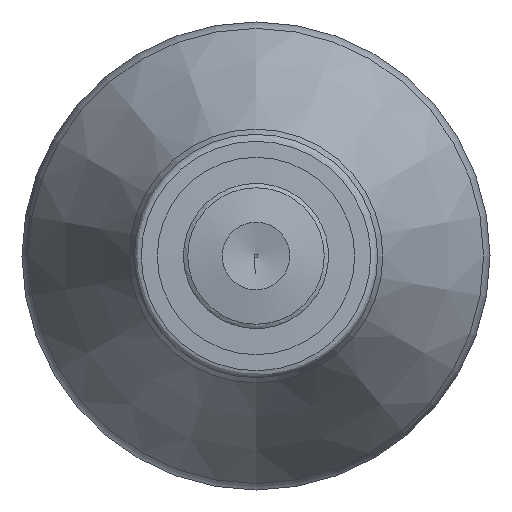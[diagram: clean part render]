
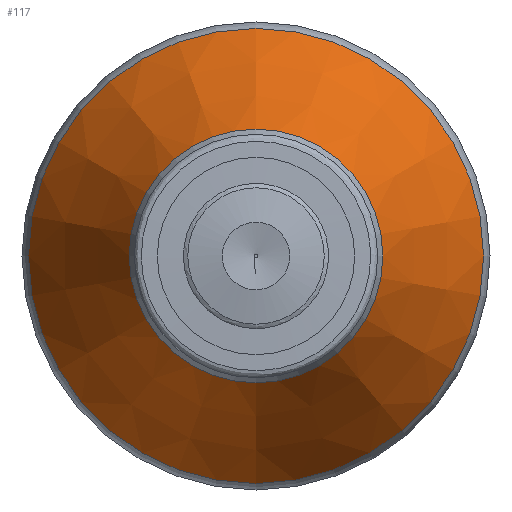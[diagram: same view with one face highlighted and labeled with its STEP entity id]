
A CAD part, left-side view. The second image highlights one B-rep face of the part: STEP entity #117.
In plain terms, the highlighted conical face has half-angle 27.699 degrees and reference radius 12.156 mm.
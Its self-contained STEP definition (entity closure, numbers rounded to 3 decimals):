
#95=CONICAL_SURFACE('',#449,12.156,27.699);
#117=ADVANCED_FACE('',(#172,#173),#95,.T.);
#172=FACE_BOUND('',#229,.T.);
#173=FACE_BOUND('',#230,.T.);
#229=EDGE_LOOP('',(#291));
#230=EDGE_LOOP('',(#292));
#291=ORIENTED_EDGE('',*,*,#370,.T.);
#292=ORIENTED_EDGE('',*,*,#369,.F.);
#338=VERTEX_POINT('',#647);
#339=VERTEX_POINT('',#650);
#369=EDGE_CURVE('',#338,#338,#400,.T.);
#370=EDGE_CURVE('',#339,#339,#401,.T.);
#400=CIRCLE('',#446,12.156);
#401=CIRCLE('',#448,6.773);
#446=AXIS2_PLACEMENT_3D('',#646,#532,#533);
#448=AXIS2_PLACEMENT_3D('',#649,#536,#537);
#449=AXIS2_PLACEMENT_3D('',#651,#538,#539);
#532=DIRECTION('',(1.,0.,0.));
#533=DIRECTION('',(0.,0.,1.));
#536=DIRECTION('',(1.,0.,0.));
#537=DIRECTION('',(0.,0.,1.));
#538=DIRECTION('',(1.,0.,0.));
#539=DIRECTION('',(0.,0.,-1.));
#646=CARTESIAN_POINT('',(55.345,0.,0.));
#647=CARTESIAN_POINT('',(55.345,0.,12.156));
#649=CARTESIAN_POINT('',(45.091,0.,0.));
#650=CARTESIAN_POINT('',(45.091,0.,6.773));
#651=CARTESIAN_POINT('',(55.345,0.,0.));
